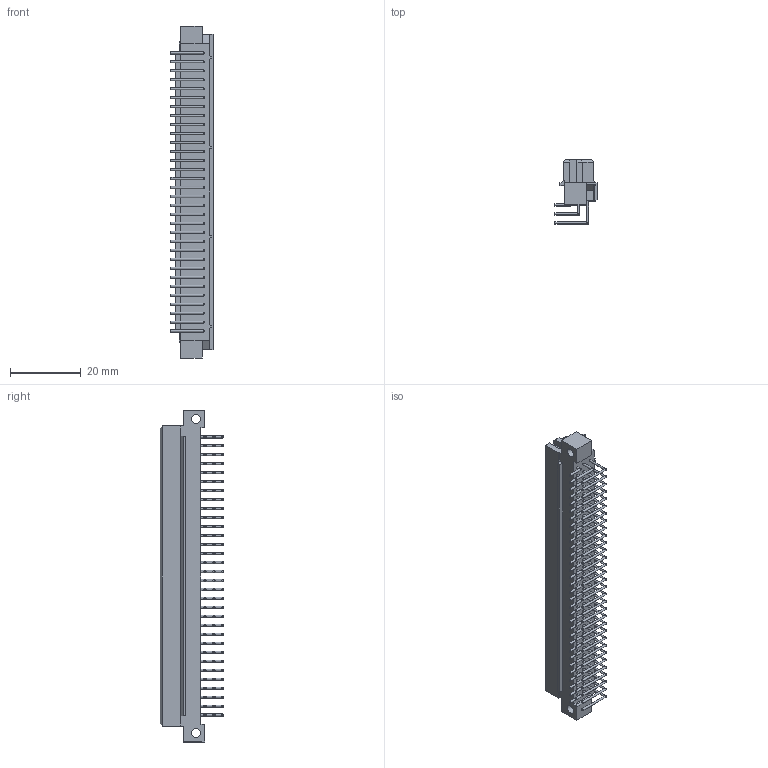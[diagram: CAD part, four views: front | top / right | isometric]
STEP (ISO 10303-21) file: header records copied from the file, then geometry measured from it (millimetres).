
FILE_DESCRIPTION(/* description */ (''),/* implementation_level */ '2;1');
FILE_NAME(/* name */ '09732102020300_100122899MOD000B.step',/* time_stamp */ '2022-02-06T10:06:59+01:00',/* author */ (''),/* organization */ (''),/* preprocessor_version */ 'ST-DEVELOPER v18.1',/* originating_system */ 'Autodesk Translation Framework v10.10.0.1391',/* authorisation */ '');
FILE_SCHEMA (('AUTOMOTIVE_DESIGN { 1 0 10303 214 3 1 1 }'));
Length unit declared in the file: millimetre
Products named in the file (1): (Non enregistré)
Bounding box: 11.9 x 18.12 x 94 mm (x, y, z)
Volume: 8630.4 mm3; surface area: 6303.4 mm2
Topology: 1 solids, 1 shells, 958 faces, 2282 edges, 1326 vertices
Faces by surface type: plane 668, cylinder 194, sphere 96
Full cylindrical faces by diameter (mm): 0.6 x192, 2.5 x2
Entity records: 26451 total; most frequent: DIRECTION 4492, CARTESIAN_POINT 4375, ORIENTED_EDGE 4180, EDGE_CURVE 2090, LINE 1606, VECTOR 1606, AXIS2_PLACEMENT_3D 1443, VERTEX_POINT 1326
